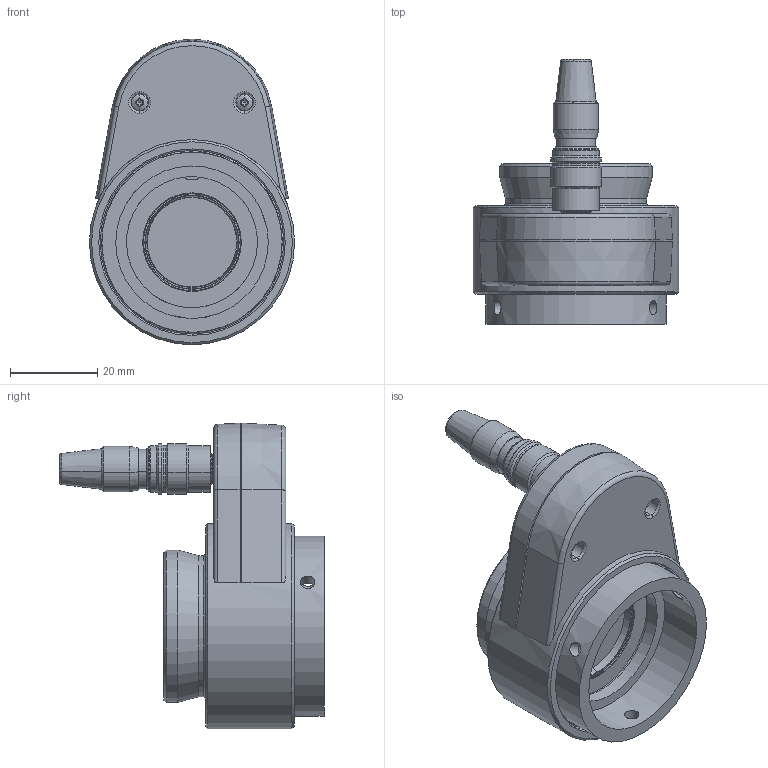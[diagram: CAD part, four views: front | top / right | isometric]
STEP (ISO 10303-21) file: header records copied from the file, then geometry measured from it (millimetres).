
FILE_DESCRIPTION(/* description */ (''),/* implementation_level */ '2;1');
FILE_NAME(/* name */ '4401-567-840-00.stp',/* time_stamp */ '2015-07-06T10:56:01+02:00',/* author */ (''),/* organization */ (''),/* preprocessor_version */ 'ST-DEVELOPER v15',/* originating_system */ 'SIEMENS PLM Software NX 8.5',/* authorisation */ '');
FILE_SCHEMA (('AUTOMOTIVE_DESIGN { 1 0 10303 214 3 1 1 1 }'));
Length unit declared in the file: millimetre
Products named in the file (1): cord0D90364424qg
Bounding box: 47 x 60.61 x 70 mm (x, y, z)
Volume: 39238.7 mm3; surface area: 20057 mm2
Topology: 2 solids, 4 shells, 464 faces, 1114 edges, 679 vertices
Faces by surface type: cylinder 162, plane 115, cone 100, torus 59, bspline 24, sphere 4
Full cylindrical faces by diameter (mm): 3.242 x3, 29.083 x1, 30 x1, 32.309 x1, 34.9 x1, 34.925 x1, 40 x1, 41.275 x1, 42.7 x1, 47 x1
Entity records: 19028 total; most frequent: CARTESIAN_POINT 6045, DIRECTION 2220, ORIENTED_EDGE 2142, EDGE_CURVE 1071, AXIS2_PLACEMENT_3D 919, VERTEX_POINT 667, EDGE_LOOP 528, CIRCLE 476
